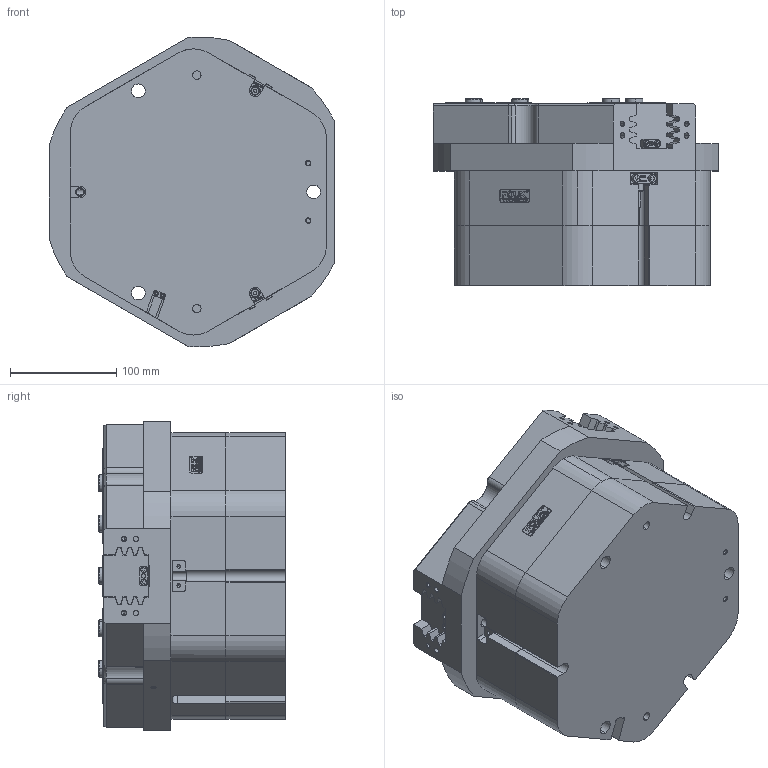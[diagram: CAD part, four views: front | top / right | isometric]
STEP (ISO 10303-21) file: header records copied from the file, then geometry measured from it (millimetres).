
FILE_DESCRIPTION (( 'STEP AP203' ), '1' );
FILE_NAME ('FZ185-292-S-NO.STEP', '2025-04-02T05:33:45', ( 'USER-' ), ( 'Microsoft' ), 'SwSTEP 2.0', 'SolidWorks 2018', '' );
FILE_SCHEMA (( 'CONFIG_CONTROL_DESIGN' ));
Length unit declared in the file: millimetre
Products named in the file (13): 棠羲換覜ん; ﾏ擎ﾗ16｡ﾁ12｡ﾁ8; TZT185-292-M-20 囀笢猾啣; TR300-15-1晚假蚾輸; TZT185-292-M-06 笢猾啣; 内六角圆柱头螺钉[GBT70_1-2008][M4×8]_M4×8; TZT185-292-M-01 褲极; 电容传感器8x30接近开关; FZ185-292-S-NO; 32x12-R2; 20241226-M4 M4換覜ん揤輸.step; TZT185-292-M-NO-05 赻坶菁裔啣; TZT185-292-S-02 賑輸
Assembly tree (29 placements, depth 2):
  FZ185-292-S-NO
    TZT185-292-M-01 褲极
    TZT185-292-S-02 賑輸  x3
    TR300-15-1晚假蚾輸  x3
    TZT185-292-M-06 笢猾啣
    20241226-M4 M4換覜ん揤輸.step  x2
    TZT185-292-M-20 囀笢猾啣  x3
    内六角圆柱头螺钉[GBT70_1-2008][M4×8]_M4×8  x4
    电容传感器8x30接近开关  x2
    32x12-R2
    棠羲換覜ん  x2
    ﾏ擎ﾗ16｡ﾁ12｡ﾁ8  x6
    TZT185-292-M-NO-05 赻坶菁裔啣
Bounding box: 269 x 176 x 291.9 mm (x, y, z)
Volume: 8521595 mm3; surface area: 598948.6 mm2
Topology: 29 solids, 35 shells, 2321 faces, 6082 edges, 3905 vertices
Faces by surface type: plane 1138, cylinder 539, bspline 377, cone 251, torus 16
Entity records: 59586 total; most frequent: CARTESIAN_POINT 19453, ORIENTED_EDGE 8356, DIRECTION 7208, EDGE_CURVE 4178, LINE 2728, VECTOR 2728, VERTEX_POINT 2719, AXIS2_PLACEMENT_3D 2240
